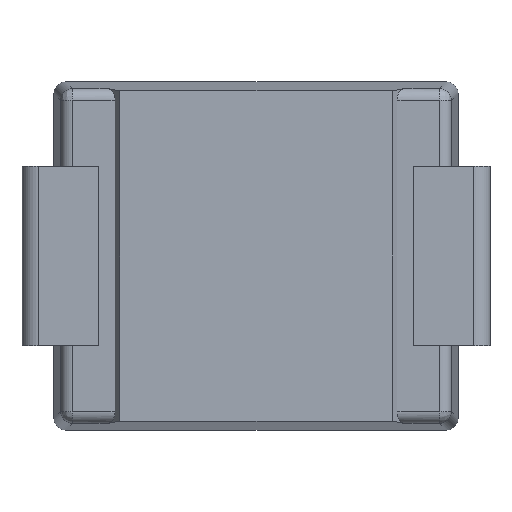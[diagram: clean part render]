
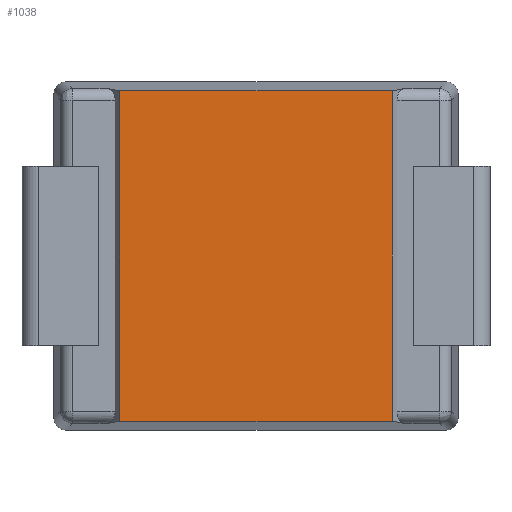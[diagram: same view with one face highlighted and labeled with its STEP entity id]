
A CAD part, front view. The second image highlights one B-rep face of the part: STEP entity #1038.
In plain terms, the highlighted planar face has unit normal (0, -1, 0).
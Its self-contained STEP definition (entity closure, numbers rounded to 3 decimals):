
#2 = CARTESIAN_POINT ( 'NONE',  ( 3.428, 0.2, 2.802 ) ) ;
#218 = EDGE_LOOP ( 'NONE', ( #1931, #2013, #1792, #448 ) ) ;
#427 = LINE ( 'NONE', #1046, #1276 ) ;
#448 = ORIENTED_EDGE ( 'NONE', *, *, #1223, .F. ) ;
#517 = VERTEX_POINT ( 'NONE', #802 ) ;
#579 = LINE ( 'NONE', #1265, #1773 ) ;
#673 = PLANE ( 'NONE',  #1313 ) ;
#733 = VERTEX_POINT ( 'NONE', #1278 ) ;
#792 = LINE ( 'NONE', #2006, #842 ) ;
#802 = CARTESIAN_POINT ( 'NONE',  ( 2.312, 0.2, 2.802 ) ) ;
#842 = VECTOR ( 'NONE', #1658, 1000. ) ;
#843 = CARTESIAN_POINT ( 'NONE',  ( -2.312, 0.2, 2.802 ) ) ;
#899 = CARTESIAN_POINT ( 'NONE',  ( -2.312, 0.2, -2.802 ) ) ;
#1038 = ADVANCED_FACE ( 'NONE', ( #1240 ), #673, .F. ) ;
#1046 = CARTESIAN_POINT ( 'NONE',  ( 3.428, 0.2, -2.802 ) ) ;
#1054 = DIRECTION ( 'NONE',  ( -1., 0., 0. ) ) ;
#1169 = DIRECTION ( 'NONE',  ( 0., 0., 1. ) ) ;
#1213 = LINE ( 'NONE', #2, #2028 ) ;
#1223 = EDGE_CURVE ( 'NONE', #1722, #517, #1213, .T. ) ;
#1240 = FACE_OUTER_BOUND ( 'NONE', #218, .T. ) ;
#1251 = DIRECTION ( 'NONE',  ( 0., 0., 1. ) ) ;
#1265 = CARTESIAN_POINT ( 'NONE',  ( -2.312, 0.2, 0. ) ) ;
#1269 = DIRECTION ( 'NONE',  ( 1., 0., 0. ) ) ;
#1276 = VECTOR ( 'NONE', #1054, 1000. ) ;
#1278 = CARTESIAN_POINT ( 'NONE',  ( 2.312, 0.2, -2.802 ) ) ;
#1313 = AXIS2_PLACEMENT_3D ( 'NONE', #1621, #1968, #1169 ) ;
#1352 = EDGE_CURVE ( 'NONE', #1548, #1722, #579, .T. ) ;
#1548 = VERTEX_POINT ( 'NONE', #899 ) ;
#1621 = CARTESIAN_POINT ( 'NONE',  ( 0., 0.2, 0. ) ) ;
#1658 = DIRECTION ( 'NONE',  ( 0., 0., -1. ) ) ;
#1722 = VERTEX_POINT ( 'NONE', #843 ) ;
#1749 = EDGE_CURVE ( 'NONE', #733, #1548, #427, .T. ) ;
#1773 = VECTOR ( 'NONE', #1251, 1000. ) ;
#1792 = ORIENTED_EDGE ( 'NONE', *, *, #1806, .F. ) ;
#1806 = EDGE_CURVE ( 'NONE', #517, #733, #792, .T. ) ;
#1931 = ORIENTED_EDGE ( 'NONE', *, *, #1352, .F. ) ;
#1968 = DIRECTION ( 'NONE',  ( 0., 1., 0. ) ) ;
#2006 = CARTESIAN_POINT ( 'NONE',  ( 2.312, 0.2, 0. ) ) ;
#2013 = ORIENTED_EDGE ( 'NONE', *, *, #1749, .F. ) ;
#2028 = VECTOR ( 'NONE', #1269, 1000. ) ;
